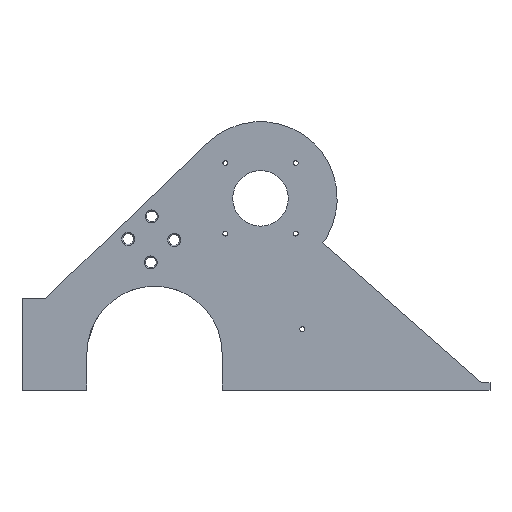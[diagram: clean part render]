
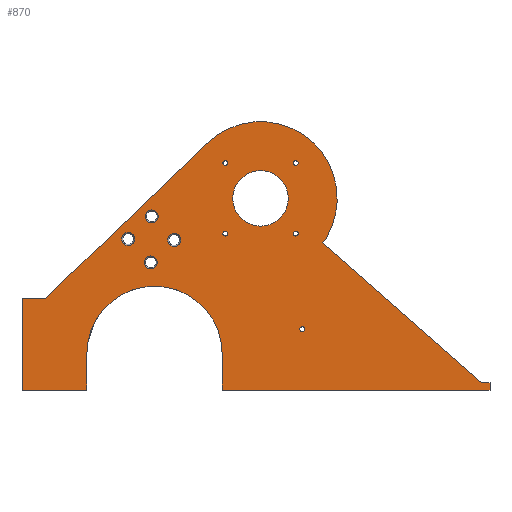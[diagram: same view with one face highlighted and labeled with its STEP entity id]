
A CAD part, top view. The second image highlights one B-rep face of the part: STEP entity #870.
In plain terms, the highlighted planar face has unit normal (0, 0, 1).
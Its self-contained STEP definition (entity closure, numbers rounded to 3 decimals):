
#51=FACE_BOUND('',#195,.T.);
#52=FACE_BOUND('',#196,.T.);
#53=FACE_BOUND('',#197,.T.);
#54=FACE_BOUND('',#198,.T.);
#55=FACE_BOUND('',#199,.T.);
#56=FACE_BOUND('',#200,.T.);
#57=FACE_BOUND('',#201,.T.);
#58=FACE_BOUND('',#202,.T.);
#59=FACE_BOUND('',#203,.T.);
#60=FACE_BOUND('',#204,.T.);
#71=PLANE('',#957);
#129=FACE_OUTER_BOUND('',#194,.T.);
#194=EDGE_LOOP('',(#682,#683,#684,#685,#686,#687,#688,#689,#690,#691,#692,
#693,#694));
#195=EDGE_LOOP('',(#695));
#196=EDGE_LOOP('',(#696));
#197=EDGE_LOOP('',(#697));
#198=EDGE_LOOP('',(#698));
#199=EDGE_LOOP('',(#699));
#200=EDGE_LOOP('',(#700));
#201=EDGE_LOOP('',(#701));
#202=EDGE_LOOP('',(#702));
#203=EDGE_LOOP('',(#703));
#204=EDGE_LOOP('',(#704));
#245=LINE('',#1289,#309);
#249=LINE('',#1304,#313);
#254=LINE('',#1317,#318);
#264=LINE('',#1358,#328);
#266=LINE('',#1362,#330);
#270=LINE('',#1450,#334);
#273=LINE('',#1455,#337);
#275=LINE('',#1458,#339);
#276=LINE('',#1462,#340);
#277=LINE('',#1463,#341);
#278=LINE('',#1466,#342);
#309=VECTOR('',#1033,10.);
#313=VECTOR('',#1045,10.);
#318=VECTOR('',#1056,10.);
#328=VECTOR('',#1092,10.);
#330=VECTOR('',#1096,10.);
#334=VECTOR('',#1110,10.);
#337=VECTOR('',#1115,10.);
#339=VECTOR('',#1119,10.);
#340=VECTOR('',#1122,1000.);
#341=VECTOR('',#1123,1000.);
#342=VECTOR('',#1126,10.);
#371=CIRCLE('',#927,1.);
#389=CIRCLE('',#958,31.75);
#390=CIRCLE('',#959,28.);
#391=CIRCLE('',#960,11.5);
#392=CIRCLE('',#961,1.);
#393=CIRCLE('',#962,2.684);
#394=CIRCLE('',#963,2.684);
#395=CIRCLE('',#964,2.684);
#396=CIRCLE('',#965,2.684);
#397=CIRCLE('',#966,1.);
#398=CIRCLE('',#967,1.);
#399=CIRCLE('',#968,1.);
#414=VERTEX_POINT('',#1279);
#417=VERTEX_POINT('',#1286);
#418=VERTEX_POINT('',#1288);
#423=VERTEX_POINT('',#1300);
#425=VERTEX_POINT('',#1303);
#430=VERTEX_POINT('',#1315);
#448=VERTEX_POINT('',#1356);
#449=VERTEX_POINT('',#1360);
#455=VERTEX_POINT('',#1448);
#456=VERTEX_POINT('',#1449);
#457=VERTEX_POINT('',#1454);
#458=VERTEX_POINT('',#1459);
#459=VERTEX_POINT('',#1461);
#460=VERTEX_POINT('',#1464);
#461=VERTEX_POINT('',#1467);
#462=VERTEX_POINT('',#1469);
#463=VERTEX_POINT('',#1471);
#464=VERTEX_POINT('',#1473);
#465=VERTEX_POINT('',#1475);
#466=VERTEX_POINT('',#1477);
#467=VERTEX_POINT('',#1479);
#468=VERTEX_POINT('',#1481);
#469=VERTEX_POINT('',#1483);
#492=EDGE_CURVE('',#414,#414,#371,.T.);
#496=EDGE_CURVE('',#417,#418,#245,.T.);
#503=EDGE_CURVE('',#425,#423,#249,.T.);
#510=EDGE_CURVE('',#430,#423,#254,.T.);
#531=EDGE_CURVE('',#448,#417,#264,.T.);
#533=EDGE_CURVE('',#449,#448,#266,.T.);
#542=EDGE_CURVE('',#455,#456,#270,.T.);
#545=EDGE_CURVE('',#456,#457,#273,.T.);
#547=EDGE_CURVE('',#430,#455,#275,.T.);
#548=EDGE_CURVE('',#457,#458,#389,.T.);
#549=EDGE_CURVE('',#458,#459,#276,.T.);
#550=EDGE_CURVE('',#459,#418,#277,.T.);
#551=EDGE_CURVE('',#449,#460,#390,.F.);
#552=EDGE_CURVE('',#460,#425,#278,.F.);
#553=EDGE_CURVE('',#461,#461,#391,.T.);
#554=EDGE_CURVE('',#462,#462,#392,.F.);
#555=EDGE_CURVE('',#463,#463,#393,.T.);
#556=EDGE_CURVE('',#464,#464,#394,.T.);
#557=EDGE_CURVE('',#465,#465,#395,.T.);
#558=EDGE_CURVE('',#466,#466,#396,.T.);
#559=EDGE_CURVE('',#467,#467,#397,.F.);
#560=EDGE_CURVE('',#468,#468,#398,.F.);
#561=EDGE_CURVE('',#469,#469,#399,.F.);
#682=ORIENTED_EDGE('',*,*,#503,.T.);
#683=ORIENTED_EDGE('',*,*,#510,.F.);
#684=ORIENTED_EDGE('',*,*,#547,.T.);
#685=ORIENTED_EDGE('',*,*,#542,.T.);
#686=ORIENTED_EDGE('',*,*,#545,.T.);
#687=ORIENTED_EDGE('',*,*,#548,.T.);
#688=ORIENTED_EDGE('',*,*,#549,.T.);
#689=ORIENTED_EDGE('',*,*,#550,.T.);
#690=ORIENTED_EDGE('',*,*,#496,.F.);
#691=ORIENTED_EDGE('',*,*,#531,.F.);
#692=ORIENTED_EDGE('',*,*,#533,.F.);
#693=ORIENTED_EDGE('',*,*,#551,.T.);
#694=ORIENTED_EDGE('',*,*,#552,.T.);
#695=ORIENTED_EDGE('',*,*,#492,.T.);
#696=ORIENTED_EDGE('',*,*,#553,.F.);
#697=ORIENTED_EDGE('',*,*,#554,.T.);
#698=ORIENTED_EDGE('',*,*,#555,.F.);
#699=ORIENTED_EDGE('',*,*,#556,.F.);
#700=ORIENTED_EDGE('',*,*,#557,.F.);
#701=ORIENTED_EDGE('',*,*,#558,.F.);
#702=ORIENTED_EDGE('',*,*,#559,.T.);
#703=ORIENTED_EDGE('',*,*,#560,.T.);
#704=ORIENTED_EDGE('',*,*,#561,.T.);
#870=ADVANCED_FACE('',(#129,#51,#52,#53,#54,#55,#56,#57,#58,#59,#60),#71,
 .F.);
#927=AXIS2_PLACEMENT_3D('',#1280,#1025,#1026);
#957=AXIS2_PLACEMENT_3D('',#1457,#1117,#1118);
#958=AXIS2_PLACEMENT_3D('',#1460,#1120,#1121);
#959=AXIS2_PLACEMENT_3D('',#1465,#1124,#1125);
#960=AXIS2_PLACEMENT_3D('',#1468,#1127,#1128);
#961=AXIS2_PLACEMENT_3D('',#1470,#1129,#1130);
#962=AXIS2_PLACEMENT_3D('',#1472,#1131,#1132);
#963=AXIS2_PLACEMENT_3D('',#1474,#1133,#1134);
#964=AXIS2_PLACEMENT_3D('',#1476,#1135,#1136);
#965=AXIS2_PLACEMENT_3D('',#1478,#1137,#1138);
#966=AXIS2_PLACEMENT_3D('',#1480,#1139,#1140);
#967=AXIS2_PLACEMENT_3D('',#1482,#1141,#1142);
#968=AXIS2_PLACEMENT_3D('',#1484,#1143,#1144);
#1025=DIRECTION('center_axis',(0.,0.,-1.));
#1026=DIRECTION('ref_axis',(1.,0.,0.));
#1033=DIRECTION('',(0.,1.,0.));
#1045=DIRECTION('',(1.,0.,0.));
#1056=DIRECTION('',(0.,-1.,0.));
#1092=DIRECTION('',(-1.,0.,0.));
#1096=DIRECTION('',(0.,-1.,0.));
#1110=DIRECTION('',(-0.751,0.66,0.));
#1115=DIRECTION('',(0.66,0.751,0.));
#1117=DIRECTION('center_axis',(0.,0.,-1.));
#1118=DIRECTION('ref_axis',(-1.,0.,0.));
#1119=DIRECTION('',(-1.,0.,0.));
#1120=DIRECTION('center_axis',(0.,0.,1.));
#1121=DIRECTION('ref_axis',(1.,0.,0.));
#1122=DIRECTION('',(-0.722,-0.692,0.));
#1123=DIRECTION('',(-1.,0.,0.));
#1124=DIRECTION('center_axis',(0.,0.,1.));
#1125=DIRECTION('ref_axis',(1.,0.,0.));
#1126=DIRECTION('',(0.,1.,0.));
#1127=DIRECTION('center_axis',(0.,0.,1.));
#1128=DIRECTION('ref_axis',(1.,0.,0.));
#1129=DIRECTION('center_axis',(0.,0.,1.));
#1130=DIRECTION('ref_axis',(-1.,0.,0.));
#1131=DIRECTION('center_axis',(0.,0.,1.));
#1132=DIRECTION('ref_axis',(1.,0.,0.));
#1133=DIRECTION('center_axis',(0.,0.,1.));
#1134=DIRECTION('ref_axis',(1.,0.,0.));
#1135=DIRECTION('center_axis',(0.,0.,1.));
#1136=DIRECTION('ref_axis',(1.,0.,0.));
#1137=DIRECTION('center_axis',(0.,0.,1.));
#1138=DIRECTION('ref_axis',(1.,0.,0.));
#1139=DIRECTION('center_axis',(0.,0.,1.));
#1140=DIRECTION('ref_axis',(-1.,0.,0.));
#1141=DIRECTION('center_axis',(0.,0.,1.));
#1142=DIRECTION('ref_axis',(-1.,0.,0.));
#1143=DIRECTION('center_axis',(0.,0.,1.));
#1144=DIRECTION('ref_axis',(-1.,0.,0.));
#1279=CARTESIAN_POINT('',(105.169,25.21,-35.1));
#1280=CARTESIAN_POINT('Origin',(106.169,25.21,-35.1));
#1286=CARTESIAN_POINT('',(-9.875,0.,-35.1));
#1288=CARTESIAN_POINT('',(-9.875,38.1,-35.1));
#1289=CARTESIAN_POINT('',(-9.875,0.,-35.1));
#1300=CARTESIAN_POINT('',(183.922,0.,-35.1));
#1303=CARTESIAN_POINT('',(73.,0.,-35.1));
#1304=CARTESIAN_POINT('',(28.532,0.,-35.1));
#1315=CARTESIAN_POINT('',(183.922,3.,-35.1));
#1317=CARTESIAN_POINT('',(183.922,3.,-35.1));
#1356=CARTESIAN_POINT('',(17.,0.,-35.1));
#1358=CARTESIAN_POINT('',(-3.175,0.,-35.1));
#1360=CARTESIAN_POINT('',(17.,15.,-35.1));
#1362=CARTESIAN_POINT('',(17.,21.75,-35.1));
#1448=CARTESIAN_POINT('',(180.509,3.,-35.1));
#1449=CARTESIAN_POINT('',(114.428,61.053,-35.1));
#1450=CARTESIAN_POINT('',(107.206,67.398,-35.1));
#1454=CARTESIAN_POINT('',(116.019,62.864,-35.1));
#1455=CARTESIAN_POINT('',(95.351,39.338,-35.1));
#1457=CARTESIAN_POINT('Origin',(60.238,28.5,-35.1));
#1458=CARTESIAN_POINT('',(122.08,3.,-35.1));
#1459=CARTESIAN_POINT('',(66.922,102.289,-35.1));
#1460=CARTESIAN_POINT('Origin',(88.9,79.375,-35.1));
#1461=CARTESIAN_POINT('',(0.,38.1,-35.1));
#1462=CARTESIAN_POINT('',(0.,38.1,-35.1));
#1463=CARTESIAN_POINT('',(-3.175,38.1,-35.1));
#1464=CARTESIAN_POINT('',(73.,15.,-35.1));
#1465=CARTESIAN_POINT('Origin',(45.,15.,-35.1));
#1466=CARTESIAN_POINT('',(73.,14.25,-35.1));
#1467=CARTESIAN_POINT('',(77.4,79.375,-35.1));
#1468=CARTESIAN_POINT('Origin',(88.9,79.375,-35.1));
#1469=CARTESIAN_POINT('',(75.307,93.968,-35.1));
#1470=CARTESIAN_POINT('Origin',(74.307,93.968,-35.1));
#1471=CARTESIAN_POINT('',(41.148,71.879,-35.1));
#1472=CARTESIAN_POINT('Origin',(43.833,71.879,-35.1));
#1473=CARTESIAN_POINT('',(31.425,62.553,-35.1));
#1474=CARTESIAN_POINT('Origin',(34.109,62.553,-35.1));
#1475=CARTESIAN_POINT('',(40.751,52.829,-35.1));
#1476=CARTESIAN_POINT('Origin',(43.436,52.829,-35.1));
#1477=CARTESIAN_POINT('',(50.475,62.156,-35.1));
#1478=CARTESIAN_POINT('Origin',(53.159,62.156,-35.1));
#1479=CARTESIAN_POINT('',(75.307,64.782,-35.1));
#1480=CARTESIAN_POINT('Origin',(74.307,64.782,-35.1));
#1481=CARTESIAN_POINT('',(104.493,64.782,-35.1));
#1482=CARTESIAN_POINT('Origin',(103.493,64.782,-35.1));
#1483=CARTESIAN_POINT('',(104.493,93.968,-35.1));
#1484=CARTESIAN_POINT('Origin',(103.493,93.968,-35.1));
